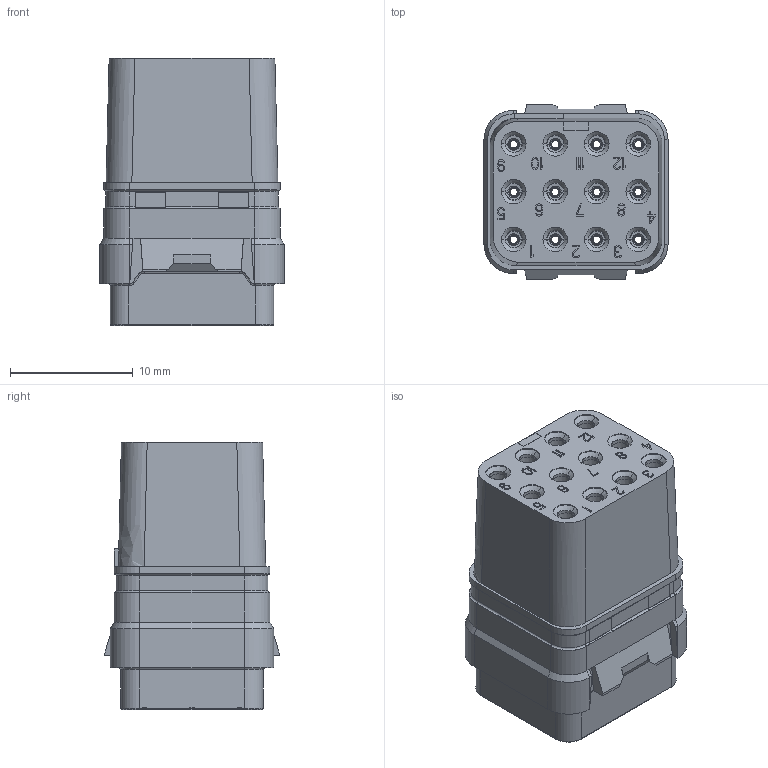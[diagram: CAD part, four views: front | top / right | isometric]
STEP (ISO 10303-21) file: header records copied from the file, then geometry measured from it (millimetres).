
FILE_DESCRIPTION((''),'2;1');
FILE_NAME('SIMM0912SD','2020-01-27T',('presta_be4'),(''),'CREO PARAMETRIC BY PTC INC, 2018360','CREO PARAMETRIC BY PTC INC, 2018360','');
FILE_SCHEMA(('CONFIG_CONTROL_DESIGN'));
Products named in the file (1): SIMM0912SD
Bounding box: 15 x 14.2 x 21.77 mm (x, y, z)
Volume: 2541.7 mm3; surface area: 3945.4 mm2
Topology: 1 solids, 1 shells, 2231 faces, 5757 edges, 3637 vertices
Faces by surface type: plane 1323, cylinder 320, torus 312, cone 268, bspline 8
Entity records: 68352 total; most frequent: CARTESIAN_POINT 13498, ORIENTED_EDGE 11514, DIRECTION 11403, EDGE_CURVE 5757, AXIS2_PLACEMENT_3D 3851, VECTOR 3701, LINE 3701, VERTEX_POINT 3637
